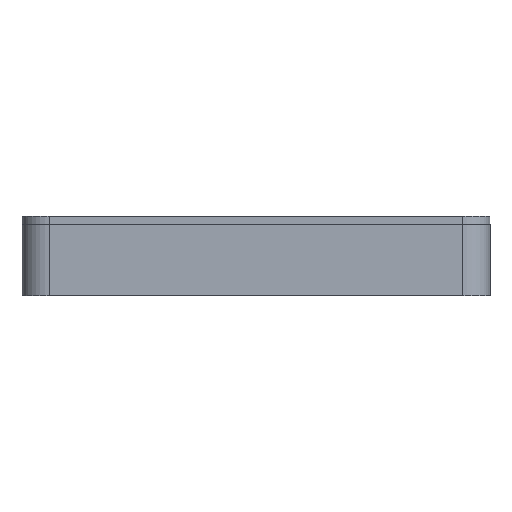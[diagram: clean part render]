
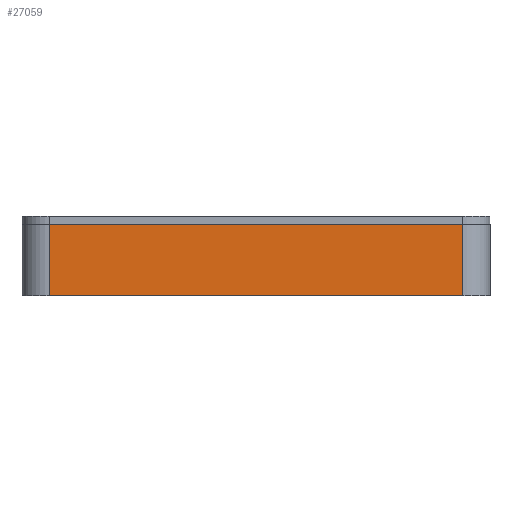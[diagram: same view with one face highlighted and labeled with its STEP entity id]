
A CAD part, left-side view. The second image highlights one B-rep face of the part: STEP entity #27059.
In plain terms, the highlighted planar face has unit normal (-1, 0, 0).
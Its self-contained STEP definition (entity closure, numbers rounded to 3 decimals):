
#1398=PLANE('',#28351);
#2117=FACE_OUTER_BOUND('',#3267,.T.);
#3267=EDGE_LOOP('',(#19663,#19664,#19665,#19666));
#5487=LINE('',#36941,#8657);
#5492=LINE('',#36963,#8662);
#5494=LINE('',#36969,#8664);
#5495=LINE('',#36970,#8665);
#8657=VECTOR('',#30177,10.);
#8662=VECTOR('',#30200,10.);
#8664=VECTOR('',#30206,10.);
#8665=VECTOR('',#30207,10.);
#11827=VERTEX_POINT('',#36938);
#11828=VERTEX_POINT('',#36940);
#11836=VERTEX_POINT('',#36962);
#11838=VERTEX_POINT('',#36968);
#15256=EDGE_CURVE('',#11827,#11828,#5487,.T.);
#15267=EDGE_CURVE('',#11828,#11836,#5492,.T.);
#15270=EDGE_CURVE('',#11838,#11827,#5494,.T.);
#15271=EDGE_CURVE('',#11836,#11838,#5495,.T.);
#19663=ORIENTED_EDGE('',*,*,#15267,.F.);
#19664=ORIENTED_EDGE('',*,*,#15256,.F.);
#19665=ORIENTED_EDGE('',*,*,#15270,.F.);
#19666=ORIENTED_EDGE('',*,*,#15271,.F.);
#27059=ADVANCED_FACE('',(#2117),#1398,.T.);
#28351=AXIS2_PLACEMENT_3D('',#36967,#30204,#30205);
#30177=DIRECTION('',(0.,-1.,0.));
#30200=DIRECTION('',(0.,0.,-1.));
#30204=DIRECTION('center_axis',(-1.,0.,0.));
#30205=DIRECTION('ref_axis',(0.,-1.,0.));
#30206=DIRECTION('',(0.,0.,1.));
#30207=DIRECTION('',(0.,1.,0.));
#36938=CARTESIAN_POINT('',(-42.81,36.395,13.));
#36940=CARTESIAN_POINT('',(-42.81,-39.205,13.));
#36941=CARTESIAN_POINT('',(-42.81,-44.205,13.));
#36962=CARTESIAN_POINT('',(-42.81,-39.205,0.));
#36963=CARTESIAN_POINT('',(-42.81,-39.205,0.));
#36967=CARTESIAN_POINT('Origin',(-42.81,41.395,0.));
#36968=CARTESIAN_POINT('',(-42.81,36.395,0.));
#36969=CARTESIAN_POINT('',(-42.81,36.395,0.));
#36970=CARTESIAN_POINT('',(-42.81,-44.205,0.));
